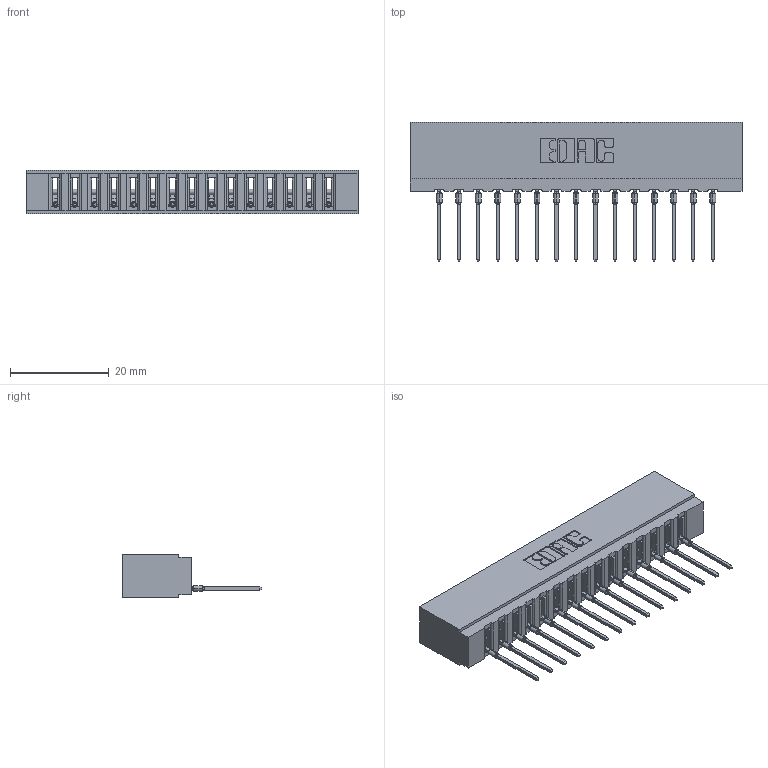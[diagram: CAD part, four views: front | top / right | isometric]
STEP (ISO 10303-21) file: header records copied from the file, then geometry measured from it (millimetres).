
FILE_DESCRIPTION (( 'STEP AP203' ), '1' );
FILE_NAME ('717-015-540-101.STEP', '2026-02-20T20:23:51', ( '' ), ( '' ), 'SwSTEP 2.0', 'SolidWorks 2023', '' );
FILE_SCHEMA (( 'CONFIG_CONTROL_DESIGN' ));
Length unit declared in the file: millimetre
Products named in the file (3): 717 Part_Insulator Option - 06; 717-015-540-101; 745-292-001_540
Assembly tree (16 placements, depth 2):
  717-015-540-101
    717 Part_Insulator Option - 06
    745-292-001_540  x15
Bounding box: 67.31 x 28.18 x 8.89 mm (x, y, z)
Volume: 5841.3 mm3; surface area: 8084.3 mm2
Topology: 16 solids, 16 shells, 1789 faces, 4916 edges, 3106 vertices
Faces by surface type: plane 1074, cylinder 325, bspline 300, torus 90
Entity records: 28885 total; most frequent: CARTESIAN_POINT 5592, ORIENTED_EDGE 4988, DIRECTION 4350, EDGE_CURVE 2494, LINE 2222, VECTOR 2222, VERTEX_POINT 1594, AXIS2_PLACEMENT_3D 1064
